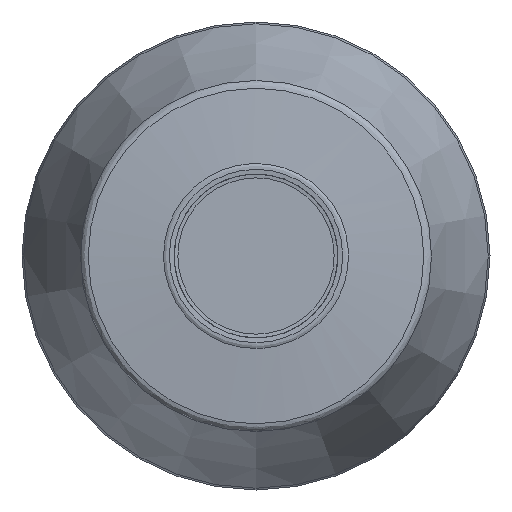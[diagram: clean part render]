
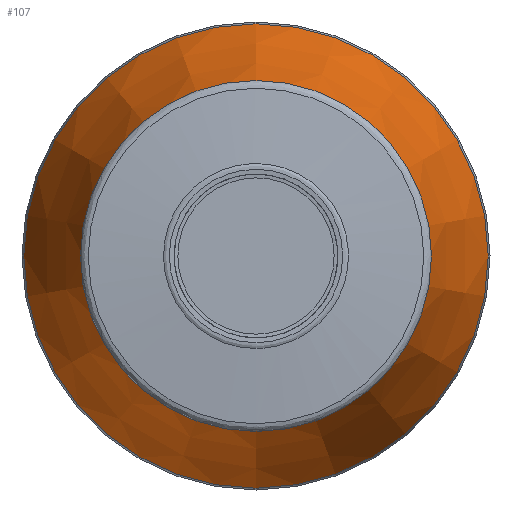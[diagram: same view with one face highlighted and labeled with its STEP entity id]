
A CAD part, left-side view. The second image highlights one B-rep face of the part: STEP entity #107.
In plain terms, the highlighted conical face has half-angle 19.44 degrees and reference radius 21.829 mm.
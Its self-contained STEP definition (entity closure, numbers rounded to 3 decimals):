
#85=CONICAL_SURFACE('',#433,21.829,19.44);
#107=ADVANCED_FACE('',(#160,#161),#85,.T.);
#160=FACE_BOUND('',#217,.T.);
#161=FACE_BOUND('',#218,.T.);
#217=EDGE_LOOP('',(#277));
#218=EDGE_LOOP('',(#278));
#277=ORIENTED_EDGE('',*,*,#353,.T.);
#278=ORIENTED_EDGE('',*,*,#352,.F.);
#322=VERTEX_POINT('',#630);
#323=VERTEX_POINT('',#633);
#352=EDGE_CURVE('',#322,#322,#382,.T.);
#353=EDGE_CURVE('',#323,#323,#383,.T.);
#382=CIRCLE('',#430,21.829);
#383=CIRCLE('',#432,16.285);
#430=AXIS2_PLACEMENT_3D('',#629,#516,#517);
#432=AXIS2_PLACEMENT_3D('',#632,#520,#521);
#433=AXIS2_PLACEMENT_3D('',#634,#522,#523);
#516=DIRECTION('',(1.,0.,0.));
#517=DIRECTION('',(0.,0.,1.));
#520=DIRECTION('',(1.,0.,0.));
#521=DIRECTION('',(0.,0.,1.));
#522=DIRECTION('',(1.,0.,0.));
#523=DIRECTION('',(0.,0.,-1.));
#629=CARTESIAN_POINT('',(120.515,0.,0.));
#630=CARTESIAN_POINT('',(120.515,0.,21.829));
#632=CARTESIAN_POINT('',(104.808,0.,0.));
#633=CARTESIAN_POINT('',(104.808,0.,16.285));
#634=CARTESIAN_POINT('',(120.515,0.,0.));
